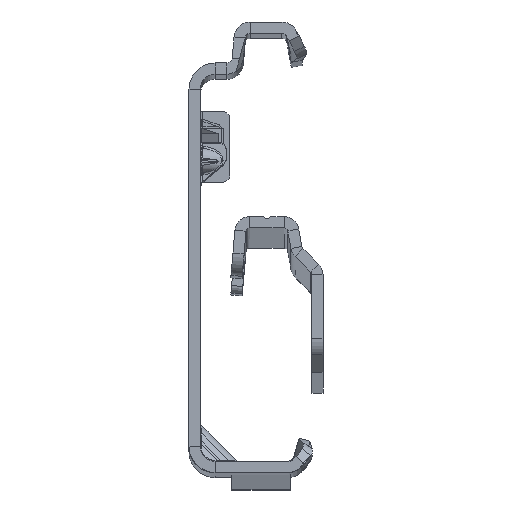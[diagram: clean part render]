
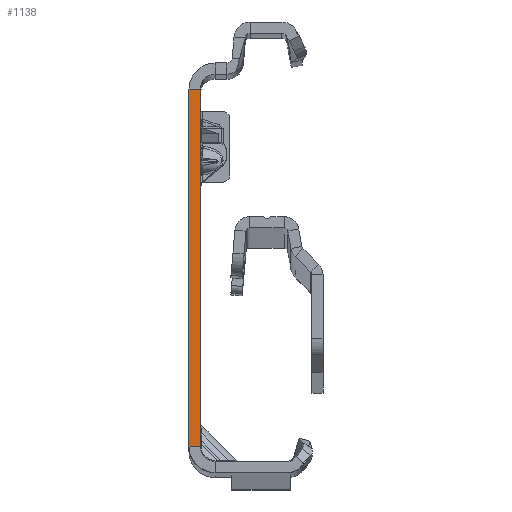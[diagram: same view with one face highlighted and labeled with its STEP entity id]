
A CAD part, top view. The second image highlights one B-rep face of the part: STEP entity #1138.
In plain terms, the highlighted planar face has unit normal (0, 0, 1).
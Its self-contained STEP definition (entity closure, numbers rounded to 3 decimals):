
#53 = DIRECTION ( 'NONE',  ( 0., 0., 1. ) ) ;
#226 = CARTESIAN_POINT ( 'NONE',  ( 0., 22.135, 0. ) ) ;
#399 = VERTEX_POINT ( 'NONE', #9957 ) ;
#1138 = ADVANCED_FACE ( 'NONE', ( #7784 ), #12954, .T. ) ;
#1719 = EDGE_CURVE ( 'NONE', #9682, #399, #4955, .T. ) ;
#1763 = EDGE_CURVE ( 'NONE', #13645, #9682, #4303, .T. ) ;
#1937 = CARTESIAN_POINT ( 'NONE',  ( 0., -25.865, 0. ) ) ;
#2036 = EDGE_CURVE ( 'NONE', #5738, #399, #6898, .T. ) ;
#2374 = CARTESIAN_POINT ( 'NONE',  ( -1.5, 22.135, 0. ) ) ;
#2605 = CARTESIAN_POINT ( 'NONE',  ( -1.5, -27.865, 0. ) ) ;
#3197 = DIRECTION ( 'NONE',  ( -1., 0., 0. ) ) ;
#3207 = AXIS2_PLACEMENT_3D ( 'NONE', #10833, #53, #3654 ) ;
#3501 = VECTOR ( 'NONE', #4292, 1000. ) ;
#3654 = DIRECTION ( 'NONE',  ( 1., 0., 0. ) ) ;
#4292 = DIRECTION ( 'NONE',  ( -1., 0., 0. ) ) ;
#4303 = LINE ( 'NONE', #15027, #12054 ) ;
#4955 = LINE ( 'NONE', #2605, #13542 ) ;
#5738 = VERTEX_POINT ( 'NONE', #13050 ) ;
#6217 = DIRECTION ( 'NONE',  ( 0., -1., 0. ) ) ;
#6898 = LINE ( 'NONE', #1937, #3501 ) ;
#7784 = FACE_OUTER_BOUND ( 'NONE', #12681, .T. ) ;
#7973 = EDGE_CURVE ( 'NONE', #13645, #5738, #12653, .T. ) ;
#8086 = DIRECTION ( 'NONE',  ( 0., -1., 0. ) ) ;
#8651 = ORIENTED_EDGE ( 'NONE', *, *, #1763, .T. ) ;
#9682 = VERTEX_POINT ( 'NONE', #2374 ) ;
#9957 = CARTESIAN_POINT ( 'NONE',  ( -1.5, -25.865, 0. ) ) ;
#10186 = ORIENTED_EDGE ( 'NONE', *, *, #7973, .F. ) ;
#10833 = CARTESIAN_POINT ( 'NONE',  ( -1.5, -27.865, 0. ) ) ;
#11474 = CARTESIAN_POINT ( 'NONE',  ( 0., -27.865, 0. ) ) ;
#12054 = VECTOR ( 'NONE', #3197, 1000. ) ;
#12338 = ORIENTED_EDGE ( 'NONE', *, *, #1719, .T. ) ;
#12653 = LINE ( 'NONE', #11474, #12666 ) ;
#12666 = VECTOR ( 'NONE', #8086, 1000. ) ;
#12681 = EDGE_LOOP ( 'NONE', ( #10186, #8651, #12338, #15330 ) ) ;
#12954 = PLANE ( 'NONE',  #3207 ) ;
#13050 = CARTESIAN_POINT ( 'NONE',  ( 0., -25.865, 0. ) ) ;
#13542 = VECTOR ( 'NONE', #6217, 1000. ) ;
#13645 = VERTEX_POINT ( 'NONE', #226 ) ;
#15027 = CARTESIAN_POINT ( 'NONE',  ( 0., 22.135, 0. ) ) ;
#15330 = ORIENTED_EDGE ( 'NONE', *, *, #2036, .F. ) ;
